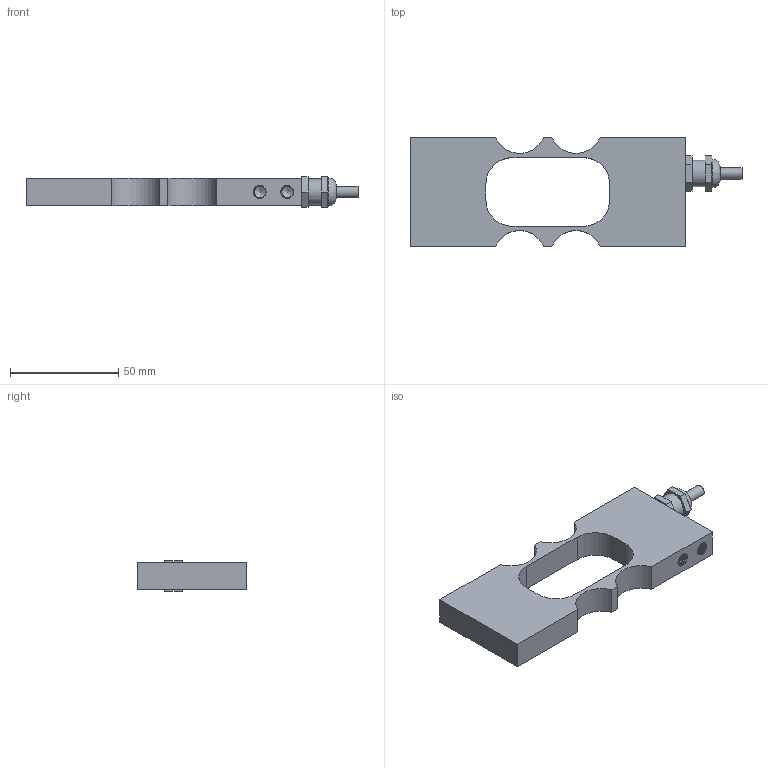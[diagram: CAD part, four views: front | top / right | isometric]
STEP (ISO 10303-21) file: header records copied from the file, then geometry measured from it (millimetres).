
FILE_DESCRIPTION(/* description */ (''),/* implementation_level */ '2;1');
FILE_NAME(/* name */ '108QS-6lb v3.step',/* time_stamp */ '2020-01-28T11:21:32-08:00',/* author */ (''),/* organization */ (''),/* preprocessor_version */ 'ST-DEVELOPER v18',/* originating_system */ 'Autodesk Translation Framework v8.12.0.6',/* authorisation */ '');
FILE_SCHEMA (('AUTOMOTIVE_DESIGN { 1 0 10303 214 3 1 1 }'));
Length unit declared in the file: inch
Products named in the file (2): 108QS-6lb; Connector
Assembly tree (1 placements, depth 2):
  108QS-6lb
    Connector
Bounding box: 153.03 x 50.55 x 14 mm (x, y, z)
Volume: 54440.6 mm3; surface area: 19340.9 mm2
Topology: 2 solids, 2 shells, 276 faces, 721 edges, 454 vertices
Faces by surface type: cylinder 225, plane 37, bspline 9, cone 5
Full cylindrical faces by diameter (mm): 5.1 x1, 5.474 x100, 6.35 x96, 10 x1, 12 x2, 13 x1
Entity records: 17804 total; most frequent: CARTESIAN_POINT 11743, ORIENTED_EDGE 1432, DIRECTION 942, EDGE_CURVE 716, VERTEX_POINT 454, B_SPLINE_CURVE_WITH_KNOTS 368, AXIS2_PLACEMENT_3D 324, LINE 294
